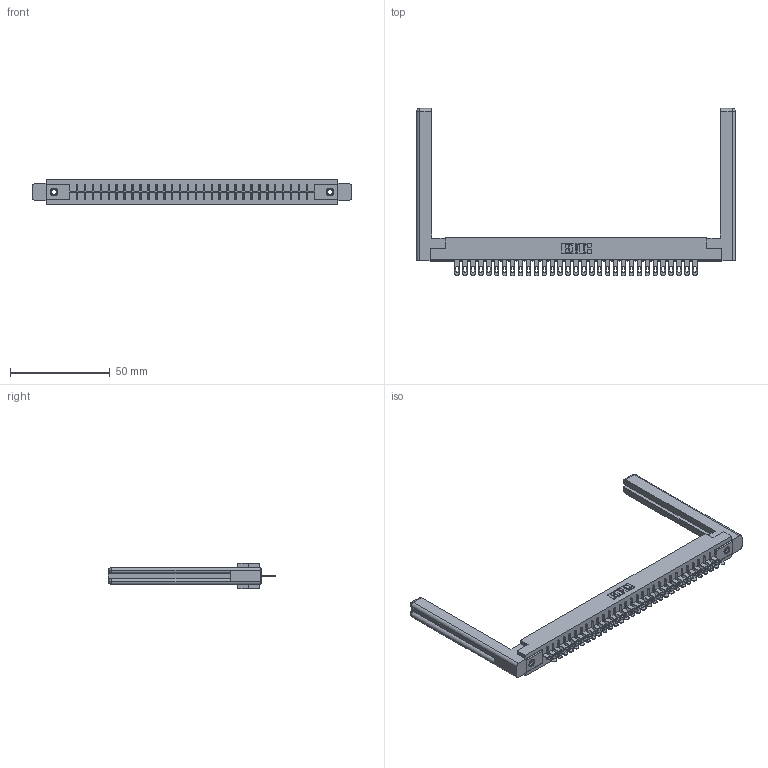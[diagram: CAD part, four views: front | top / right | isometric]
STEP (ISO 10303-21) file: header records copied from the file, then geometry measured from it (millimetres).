
FILE_DESCRIPTION (( 'STEP AP203' ), '1' );
FILE_NAME ('306-031-400-158.STEP', '2020-09-22T01:36:48', ( '' ), ( '' ), 'SwSTEP 2.0', 'SolidWorks 2020', '' );
FILE_SCHEMA (( 'CONFIG_CONTROL_DESIGN' ));
Length unit declared in the file: inch
Products named in the file (5): 306-031-400-158; 345-250-001_345-250-001-102; 306-290-001_100; 307-220-058; 306 Part_.156 Dia
Assembly tree (36 placements, depth 2):
  306-031-400-158
    306 Part_.156 Dia
    306-290-001_100  x31
    345-250-001_345-250-001-102  x2
    307-220-058  x2
Bounding box: 159.46 x 83.52 x 12.7 mm (x, y, z)
Volume: 24702.9 mm3; surface area: 23651.6 mm2
Topology: 36 solids, 36 shells, 2614 faces, 7335 edges, 4710 vertices
Faces by surface type: plane 1702, cylinder 764, sphere 124, cone 12, torus 12
Entity records: 33131 total; most frequent: CARTESIAN_POINT 5571, ORIENTED_EDGE 5464, DIRECTION 5450, EDGE_CURVE 2732, LINE 2124, VECTOR 2124, VERTEX_POINT 1730, AXIS2_PLACEMENT_3D 1663
